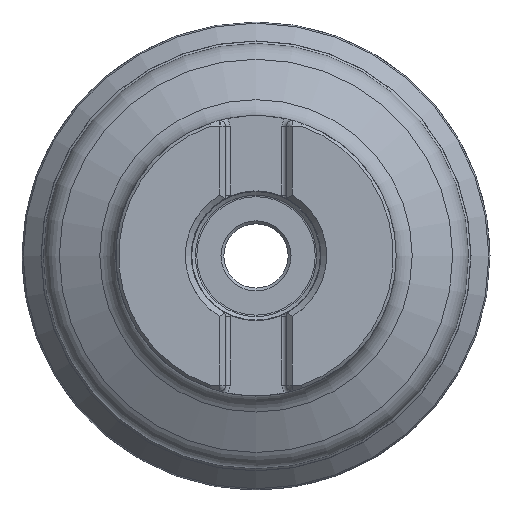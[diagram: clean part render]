
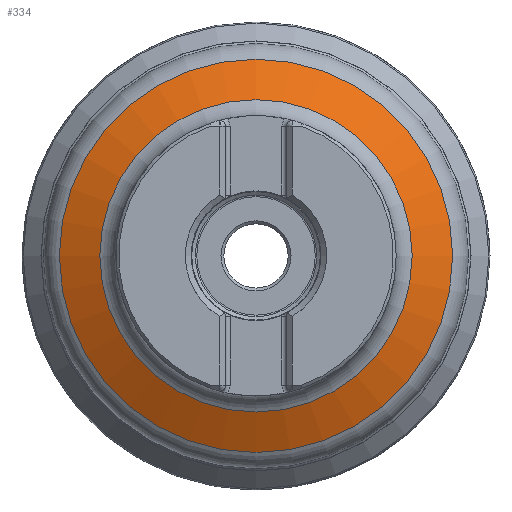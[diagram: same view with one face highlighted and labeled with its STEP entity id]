
A CAD part, top view. The second image highlights one B-rep face of the part: STEP entity #334.
In plain terms, the highlighted conical face has half-angle 62.973 degrees and reference radius 24 mm.
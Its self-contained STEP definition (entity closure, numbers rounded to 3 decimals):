
#282=CONICAL_SURFACE('',#1645,24.,62.973);
#334=ADVANCED_FACE('',(#673,#674),#282,.T.);
#556=CIRCLE('',#1643,33.648);
#557=CIRCLE('',#1644,26.728);
#673=FACE_BOUND('',#795,.T.);
#674=FACE_BOUND('',#796,.T.);
#795=EDGE_LOOP('',(#994));
#796=EDGE_LOOP('',(#995));
#994=ORIENTED_EDGE('',*,*,#1464,.T.);
#995=ORIENTED_EDGE('',*,*,#1465,.T.);
#1326=VERTEX_POINT('',#2685);
#1327=VERTEX_POINT('',#2687);
#1464=EDGE_CURVE('',#1326,#1326,#556,.T.);
#1465=EDGE_CURVE('',#1327,#1327,#557,.T.);
#1643=AXIS2_PLACEMENT_3D('',#2684,#1935,#1936);
#1644=AXIS2_PLACEMENT_3D('',#2686,#1937,#1938);
#1645=AXIS2_PLACEMENT_3D('',#2688,#1939,#1940);
#1935=DIRECTION('',(0.,0.,1.));
#1936=DIRECTION('',(1.,0.,0.));
#1937=DIRECTION('',(0.,0.,-1.));
#1938=DIRECTION('',(-1.,0.,0.));
#1939=DIRECTION('',(0.,0.,-1.));
#1940=DIRECTION('',(-1.,0.,0.));
#2684=CARTESIAN_POINT('',(0.,0.,-17.922));
#2685=CARTESIAN_POINT('',(33.648,0.,-17.922));
#2686=CARTESIAN_POINT('',(0.,0.,-14.392));
#2687=CARTESIAN_POINT('',(-26.728,0.,-14.392));
#2688=CARTESIAN_POINT('',(0.,0.,-13.));
